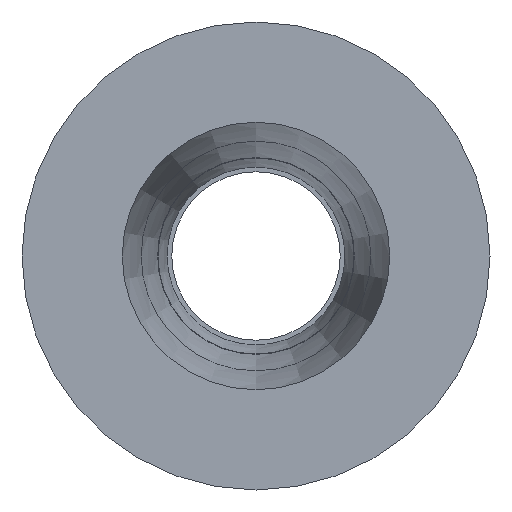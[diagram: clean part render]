
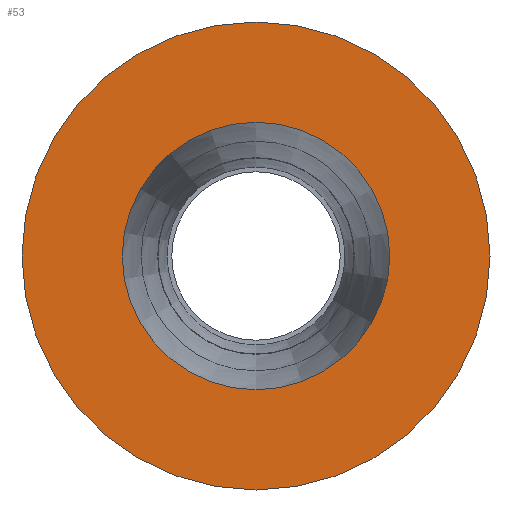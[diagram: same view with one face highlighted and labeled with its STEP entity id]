
A CAD part, front view. The second image highlights one B-rep face of the part: STEP entity #53.
In plain terms, the highlighted planar face has unit normal (0, -1, 0).
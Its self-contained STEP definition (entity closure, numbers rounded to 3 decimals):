
#53 = ADVANCED_FACE( '', ( #83, #84 ), #85, .F. );
#83 = FACE_OUTER_BOUND( '', #137, .T. );
#84 = FACE_BOUND( '', #138, .T. );
#85 = PLANE( '', #139 );
#137 = EDGE_LOOP( '', ( #201 ) );
#138 = EDGE_LOOP( '', ( #202 ) );
#139 = AXIS2_PLACEMENT_3D( '', #203, #204, #205 );
#201 = ORIENTED_EDGE( '', *, *, #269, .F. );
#202 = ORIENTED_EDGE( '', *, *, #272, .F. );
#203 = CARTESIAN_POINT( '', ( 0., 0., 0. ) );
#204 = DIRECTION( '', ( 0., 1., 0. ) );
#205 = DIRECTION( '', ( 0., 0., 1. ) );
#269 = EDGE_CURVE( '', #290, #290, #291, .T. );
#272 = EDGE_CURVE( '', #296, #296, #297, .T. );
#290 = VERTEX_POINT( '', #326 );
#291 = CIRCLE( '', #327, 50. );
#296 = VERTEX_POINT( '', #332 );
#297 = CIRCLE( '', #333, 28.575 );
#326 = CARTESIAN_POINT( '', ( 50., 0., 0. ) );
#327 = AXIS2_PLACEMENT_3D( '', #365, #366, #367 );
#332 = CARTESIAN_POINT( '', ( 0., 0., -28.575 ) );
#333 = AXIS2_PLACEMENT_3D( '', #374, #375, #376 );
#365 = CARTESIAN_POINT( '', ( 0., 0., 0. ) );
#366 = DIRECTION( '', ( 0., 1., 0. ) );
#367 = DIRECTION( '', ( 1., 0., 0. ) );
#374 = CARTESIAN_POINT( '', ( 0., 0., 0. ) );
#375 = DIRECTION( '', ( 0., -1., 0. ) );
#376 = DIRECTION( '', ( 0., 0., -1. ) );
